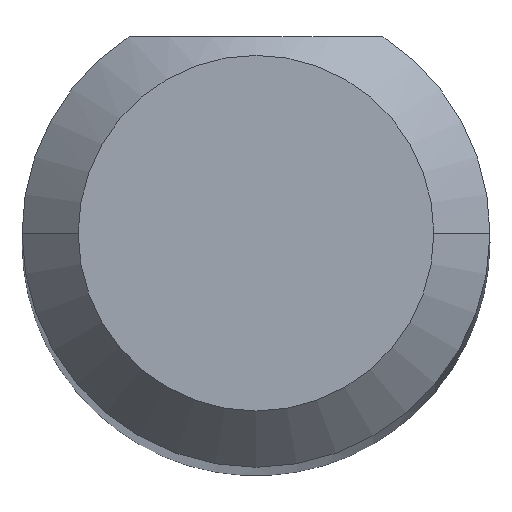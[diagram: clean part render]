
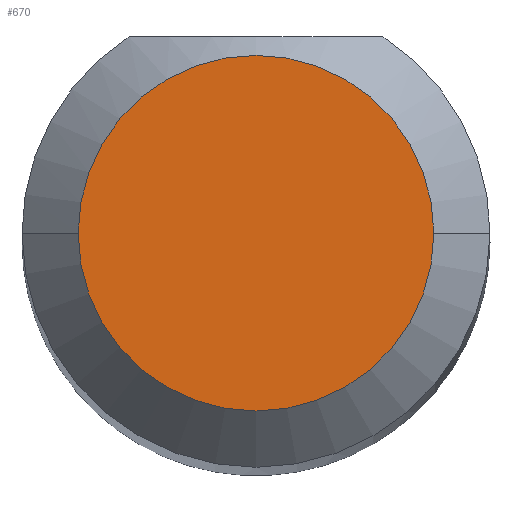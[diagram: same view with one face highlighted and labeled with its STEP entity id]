
A CAD part, top view. The second image highlights one B-rep face of the part: STEP entity #670.
In plain terms, the highlighted planar face has unit normal (0, 0, 1).
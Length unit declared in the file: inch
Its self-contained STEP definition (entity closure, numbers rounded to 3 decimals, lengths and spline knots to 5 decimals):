
#30 = EDGE_CURVE ( 'NONE', #71, #492, #639, .T. ) ;
#42 = EDGE_LOOP ( 'NONE', ( #650, #370 ) ) ;
#62 = DIRECTION ( 'NONE',  ( 0., 0., 1. ) ) ;
#71 = VERTEX_POINT ( 'NONE', #569 ) ;
#156 = AXIS2_PLACEMENT_3D ( 'NONE', #522, #753, #228 ) ;
#184 = AXIS2_PLACEMENT_3D ( 'NONE', #597, #608, #192 ) ;
#192 = DIRECTION ( 'NONE',  ( 1., 0., 0. ) ) ;
#228 = DIRECTION ( 'NONE',  ( 1., 0., 0. ) ) ;
#243 = FACE_OUTER_BOUND ( 'NONE', #42, .T. ) ;
#283 = PLANE ( 'NONE',  #156 ) ;
#321 = CARTESIAN_POINT ( 'NONE',  ( 0.0475, 0., 1.5 ) ) ;
#350 = CARTESIAN_POINT ( 'NONE',  ( 0., 0., 1.5 ) ) ;
#370 = ORIENTED_EDGE ( 'NONE', *, *, #773, .T. ) ;
#402 = AXIS2_PLACEMENT_3D ( 'NONE', #350, #62, #711 ) ;
#492 = VERTEX_POINT ( 'NONE', #321 ) ;
#522 = CARTESIAN_POINT ( 'NONE',  ( 0., 0., 1.5 ) ) ;
#569 = CARTESIAN_POINT ( 'NONE',  ( -0.0475, 0., 1.5 ) ) ;
#597 = CARTESIAN_POINT ( 'NONE',  ( 0., 0., 1.5 ) ) ;
#608 = DIRECTION ( 'NONE',  ( 0., 0., 1. ) ) ;
#639 = CIRCLE ( 'NONE', #402, 0.0475 ) ;
#650 = ORIENTED_EDGE ( 'NONE', *, *, #30, .T. ) ;
#670 = ADVANCED_FACE ( 'NONE', ( #243 ), #283, .T. ) ;
#711 = DIRECTION ( 'NONE',  ( 1., 0., 0. ) ) ;
#741 = CIRCLE ( 'NONE', #184, 0.0475 ) ;
#753 = DIRECTION ( 'NONE',  ( 0., 0., 1. ) ) ;
#773 = EDGE_CURVE ( 'NONE', #492, #71, #741, .T. ) ;
